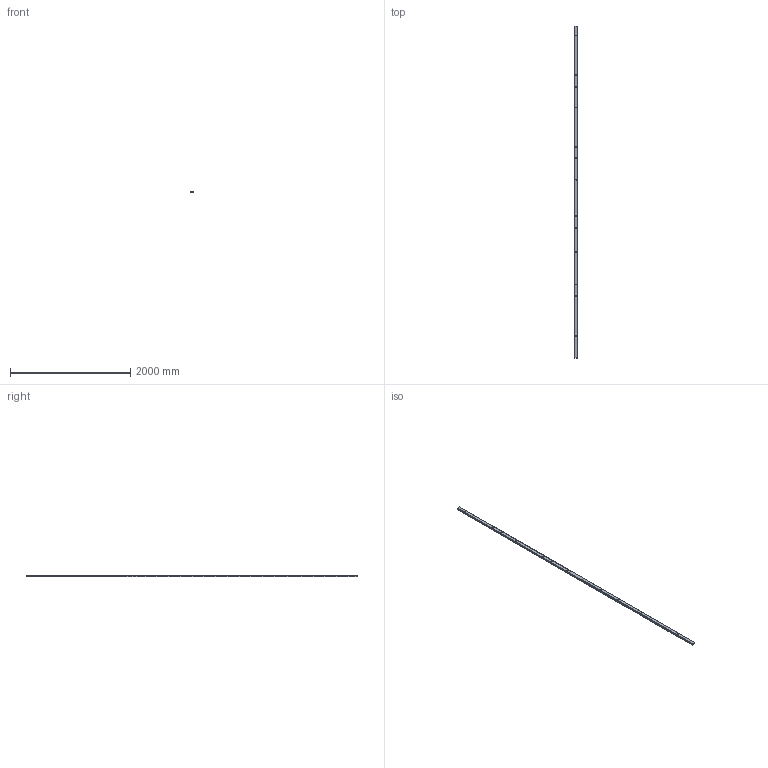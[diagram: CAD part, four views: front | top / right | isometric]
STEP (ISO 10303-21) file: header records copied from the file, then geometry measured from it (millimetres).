
FILE_DESCRIPTION (( 'STEP AP214' ), '1' );
FILE_NAME ('Kitchen 30x60.01.01.003.step', '2020-08-27T11:45:18', ( 'DM' ), ( '' ), 'SwSTEP 2.0', 'SolidWorks 2020', '' );
FILE_SCHEMA (( 'AUTOMOTIVE_DESIGN' ));
Length unit declared in the file: millimetre
Products named in the file (1): Kitchen 30x60.01.01.003
Bounding box: 60 x 5528 x 30 mm (x, y, z)
Volume: 531810.7 mm3; surface area: 1234916.3 mm2
Topology: 1 solids, 1 shells, 282 faces, 1039 edges, 640 vertices
Faces by surface type: cylinder 164, cone 72, plane 46
Entity records: 11615 total; most frequent: CARTESIAN_POINT 2841, ORIENTED_EDGE 1966, DIRECTION 1815, EDGE_CURVE 983, AXIS2_PLACEMENT_3D 682, VERTEX_POINT 612, VECTOR 451, LINE 451
